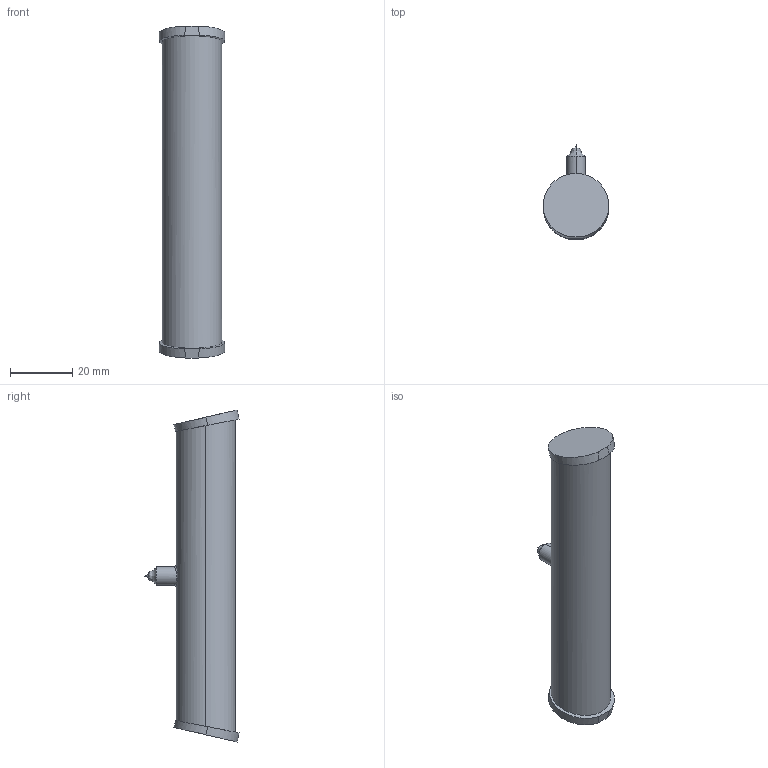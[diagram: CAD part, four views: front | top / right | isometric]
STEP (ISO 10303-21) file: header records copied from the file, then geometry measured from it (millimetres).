
FILE_DESCRIPTION (( 'STEP AP214' ), '1' );
FILE_NAME ('12092-E0W.STEP', '2010-09-08T14:42:26', ( 'Admin' ), ( 'Thorlabs, Inc.' ), 'SwSTEP 2.0', 'SolidWorks 2009', '' );
FILE_SCHEMA (( 'AUTOMOTIVE_DESIGN' ));
Length unit declared in the file: millimetre
Products named in the file (1): 12092-E0W
Bounding box: 21 x 30.12 x 106.31 mm (x, y, z)
Volume: 6117.4 mm3; surface area: 13072.7 mm2
Topology: 3 solids, 3 shells, 33 faces, 74 edges, 46 vertices
Faces by surface type: cylinder 17, plane 8, bspline 6, cone 2
Entity records: 2949 total; most frequent: CARTESIAN_POINT 1908, ORIENTED_EDGE 140, DIRECTION 104, EDGE_CURVE 70, VERTEX_POINT 46, AXIS2_PLACEMENT_3D 42, UNCERTAINTY_MEASURE_WITH_UNIT 38, EDGE_LOOP 38
